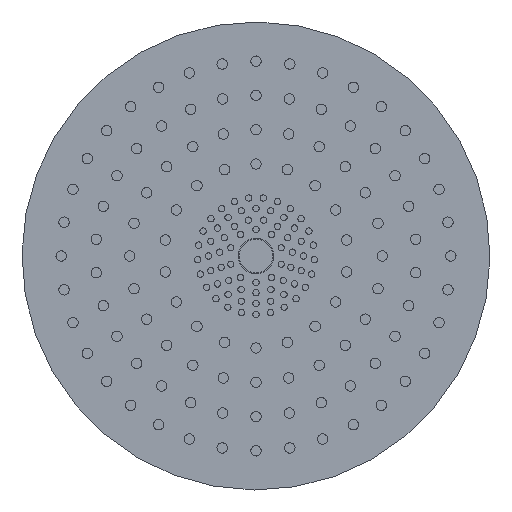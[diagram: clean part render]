
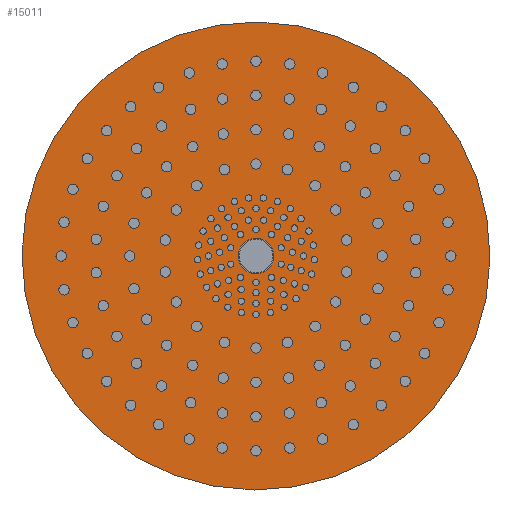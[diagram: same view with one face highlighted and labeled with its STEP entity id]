
A CAD part, front view. The second image highlights one B-rep face of the part: STEP entity #15011.
In plain terms, the highlighted planar face has unit normal (0, -1, 0).
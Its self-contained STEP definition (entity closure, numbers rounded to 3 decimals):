
#276 = EDGE_LOOP ( 'NONE', ( #3268, #14114 ) ) ;
#412 = DIRECTION ( 'NONE',  ( 0., -1., 0. ) ) ;
#1304 = EDGE_CURVE ( 'NONE', #4225, #12607, #12026, .T. ) ;
#1348 = ORIENTED_EDGE ( 'NONE', *, *, #3622, .F. ) ;
#2055 = CIRCLE ( 'NONE', #5219, 11.4 ) ;
#2354 = EDGE_LOOP ( 'NONE', ( #1348, #9117 ) ) ;
#2430 = CARTESIAN_POINT ( 'NONE',  ( -11.4, 0., 0. ) ) ;
#2765 = AXIS2_PLACEMENT_3D ( 'NONE', #2430, #7311, #11999 ) ;
#2773 = CARTESIAN_POINT ( 'NONE',  ( 0., 0., 0. ) ) ;
#3268 = ORIENTED_EDGE ( 'NONE', *, *, #1304, .T. ) ;
#3569 = CARTESIAN_POINT ( 'NONE',  ( 0., 0., 0. ) ) ;
#3622 = EDGE_CURVE ( 'NONE', #3833, #13474, #11139, .T. ) ;
#3833 = VERTEX_POINT ( 'NONE', #6369 ) ;
#4225 = VERTEX_POINT ( 'NONE', #13620 ) ;
#4292 = DIRECTION ( 'NONE',  ( 0., -1., 0. ) ) ;
#4323 = CIRCLE ( 'NONE', #6503, 150.121 ) ;
#4685 = AXIS2_PLACEMENT_3D ( 'NONE', #2773, #412, #7562 ) ;
#4928 = CARTESIAN_POINT ( 'NONE',  ( 0., 0., 0. ) ) ;
#5115 = EDGE_CURVE ( 'NONE', #13474, #3833, #2055, .T. ) ;
#5219 = AXIS2_PLACEMENT_3D ( 'NONE', #3569, #10529, #8064 ) ;
#5431 = CARTESIAN_POINT ( 'NONE',  ( 0., 0., 0. ) ) ;
#6141 = DIRECTION ( 'NONE',  ( 0., -1., 0. ) ) ;
#6369 = CARTESIAN_POINT ( 'NONE',  ( 0., 0., 11.4 ) ) ;
#6503 = AXIS2_PLACEMENT_3D ( 'NONE', #5431, #4292, #7564 ) ;
#7154 = EDGE_CURVE ( 'NONE', #12607, #4225, #4323, .T. ) ;
#7311 = DIRECTION ( 'NONE',  ( 0., 1., 0. ) ) ;
#7562 = DIRECTION ( 'NONE',  ( 0., 0., -1. ) ) ;
#7564 = DIRECTION ( 'NONE',  ( 0., 0., -1. ) ) ;
#7738 = CARTESIAN_POINT ( 'NONE',  ( 0., 0., 150.121 ) ) ;
#8064 = DIRECTION ( 'NONE',  ( 0., 0., -1. ) ) ;
#9117 = ORIENTED_EDGE ( 'NONE', *, *, #5115, .F. ) ;
#9379 = FACE_BOUND ( 'NONE', #2354, .T. ) ;
#10529 = DIRECTION ( 'NONE',  ( 0., -1., 0. ) ) ;
#10614 = FACE_OUTER_BOUND ( 'NONE', #276, .T. ) ;
#11139 = CIRCLE ( 'NONE', #13102, 11.4 ) ;
#11999 = DIRECTION ( 'NONE',  ( 0., 0., 1. ) ) ;
#12026 = CIRCLE ( 'NONE', #4685, 150.121 ) ;
#12607 = VERTEX_POINT ( 'NONE', #7738 ) ;
#12917 = PLANE ( 'NONE',  #2765 ) ;
#13102 = AXIS2_PLACEMENT_3D ( 'NONE', #4928, #6141, #14273 ) ;
#13318 = CARTESIAN_POINT ( 'NONE',  ( 0., 0., -11.4 ) ) ;
#13474 = VERTEX_POINT ( 'NONE', #13318 ) ;
#13620 = CARTESIAN_POINT ( 'NONE',  ( 0., 0., -150.121 ) ) ;
#14114 = ORIENTED_EDGE ( 'NONE', *, *, #7154, .T. ) ;
#14273 = DIRECTION ( 'NONE',  ( 0., 0., -1. ) ) ;
#15011 = ADVANCED_FACE ( 'NONE', ( #9379, #10614 ), #12917, .F. ) ;
